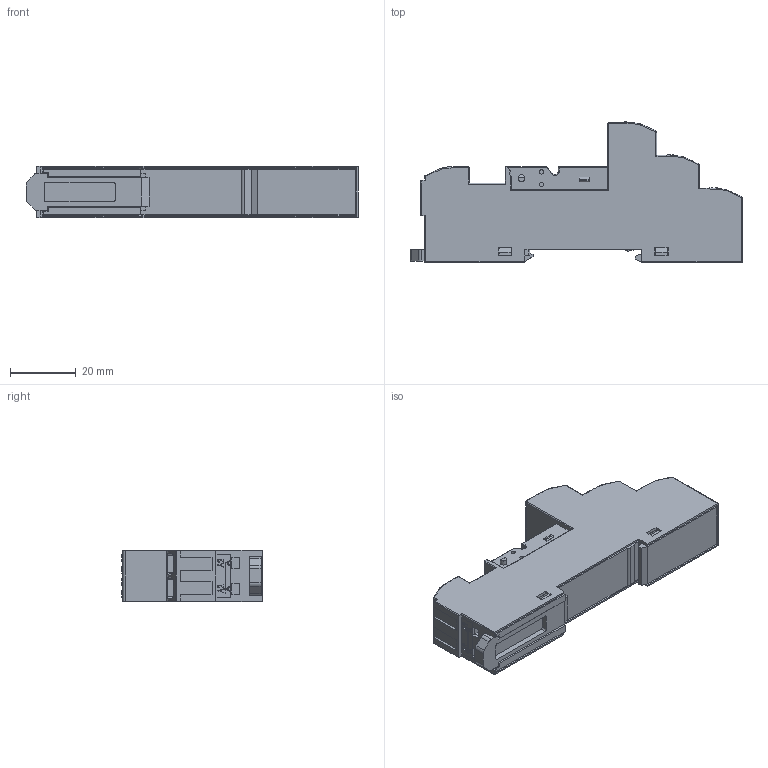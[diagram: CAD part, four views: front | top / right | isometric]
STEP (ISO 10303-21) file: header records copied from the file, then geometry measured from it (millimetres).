
FILE_DESCRIPTION(('STEP AP203'), '1');
FILE_NAME('S2P5', '', ('UNSPECIFIED'), ('UNSPECIFIED'), 'C3D Converter', 'C3D Toolkit', '');
FILE_SCHEMA(('CONFIG_CONTROL_DESIGN'));
Length unit declared in the file: millimetre
Products named in the file (1): S2.P5
Bounding box: 101.2 x 42.7 x 15.85 mm (x, y, z)
Volume: 21241.2 mm3; surface area: 38773.7 mm2
Topology: 1 solids, 2 shells, 3081 faces, 9014 edges, 5857 vertices
Faces by surface type: plane 2312, cylinder 538, bspline 116, cone 43, torus 40, sphere 32
Full cylindrical faces by diameter (mm): 1.3 x4, 1.9 x8, 2 x2, 2.1 x8, 2.3 x6, 3.8 x1, 5.2 x1
Entity records: 135443 total; most frequent: CARTESIAN_POINT 31820, ORIENTED_EDGE 17892, DIRECTION 14444, EDGE_CURVE 8946, LINE 7050, VECTOR 7050, VERTEX_POINT 5857, AXIS2_PLACEMENT_3D 3697
